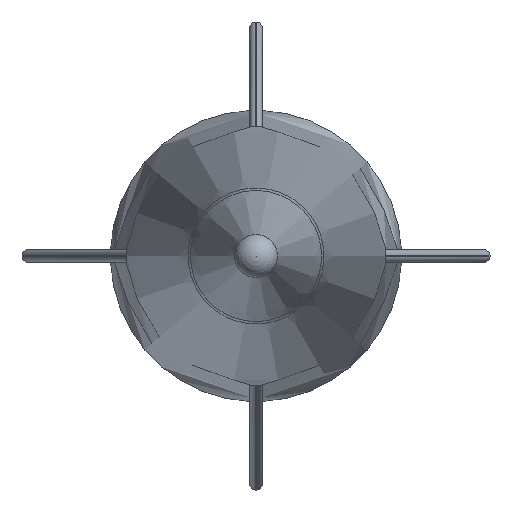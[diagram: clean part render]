
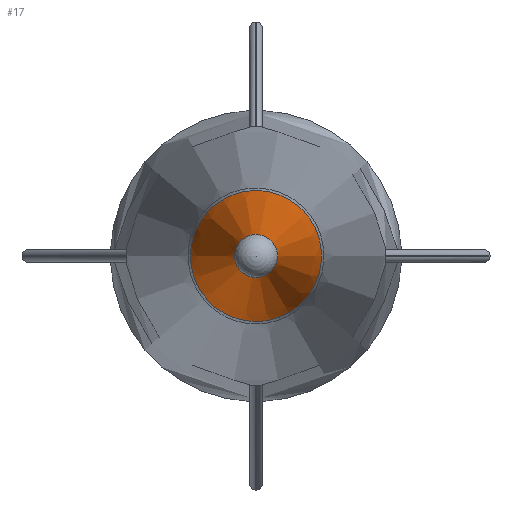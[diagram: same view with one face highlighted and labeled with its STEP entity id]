
A CAD part, left-side view. The second image highlights one B-rep face of the part: STEP entity #17.
In plain terms, the highlighted conical face has half-angle 10.564 degrees and reference radius 1.231 mm.
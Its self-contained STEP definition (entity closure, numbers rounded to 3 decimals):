
#17 = ADVANCED_FACE('',(#18),#32,.T.);
#18 = FACE_BOUND('',#19,.T.);
#19 = EDGE_LOOP('',(#20,#50,#77,#78));
#20 = ORIENTED_EDGE('',*,*,#21,.F.);
#21 = EDGE_CURVE('',#22,#24,#26,.T.);
#22 = VERTEX_POINT('',#23);
#23 = CARTESIAN_POINT('',(1.033,1.231,0.));
#24 = VERTEX_POINT('',#25);
#25 = CARTESIAN_POINT('',(14.478,3.738,0.));
#26 = SEAM_CURVE('',#27,(#31,#43),.PCURVE_S1.);
#27 = LINE('',#28,#29);
#28 = CARTESIAN_POINT('',(1.033,1.231,0.));
#29 = VECTOR('',#30,1.);
#30 = DIRECTION('',(0.983,0.183,0.));
#31 = PCURVE('',#32,#37);
#32 = CONICAL_SURFACE('',#33,1.231,0.184);
#33 = AXIS2_PLACEMENT_3D('',#34,#35,#36);
#34 = CARTESIAN_POINT('',(1.033,0.,0.));
#35 = DIRECTION('',(1.,0.,0.));
#36 = DIRECTION('',(-0.,1.,0.));
#37 = DEFINITIONAL_REPRESENTATION('',(#38),#42);
#38 = LINE('',#39,#40);
#39 = CARTESIAN_POINT('',(0.,0.));
#40 = VECTOR('',#41,1.);
#41 = DIRECTION('',(0.,1.));
#42 = ( GEOMETRIC_REPRESENTATION_CONTEXT(2) 
PARAMETRIC_REPRESENTATION_CONTEXT() REPRESENTATION_CONTEXT('2D SPACE',''
  ) );
#43 = PCURVE('',#32,#44);
#44 = DEFINITIONAL_REPRESENTATION('',(#45),#49);
#45 = LINE('',#46,#47);
#46 = CARTESIAN_POINT('',(6.283,0.));
#47 = VECTOR('',#48,1.);
#48 = DIRECTION('',(0.,1.));
#49 = ( GEOMETRIC_REPRESENTATION_CONTEXT(2) 
PARAMETRIC_REPRESENTATION_CONTEXT() REPRESENTATION_CONTEXT('2D SPACE',''
  ) );
#50 = ORIENTED_EDGE('',*,*,#51,.T.);
#51 = EDGE_CURVE('',#22,#22,#52,.T.);
#52 = SURFACE_CURVE('',#53,(#58,#65),.PCURVE_S1.);
#53 = CIRCLE('',#54,1.231);
#54 = AXIS2_PLACEMENT_3D('',#55,#56,#57);
#55 = CARTESIAN_POINT('',(1.033,0.,0.));
#56 = DIRECTION('',(1.,0.,0.));
#57 = DIRECTION('',(-0.,1.,0.));
#58 = PCURVE('',#32,#59);
#59 = DEFINITIONAL_REPRESENTATION('',(#60),#64);
#60 = LINE('',#61,#62);
#61 = CARTESIAN_POINT('',(0.,0.));
#62 = VECTOR('',#63,1.);
#63 = DIRECTION('',(1.,0.));
#64 = ( GEOMETRIC_REPRESENTATION_CONTEXT(2) 
PARAMETRIC_REPRESENTATION_CONTEXT() REPRESENTATION_CONTEXT('2D SPACE',''
  ) );
#65 = PCURVE('',#66,#71);
#66 = SPHERICAL_SURFACE('',#67,1.25);
#67 = AXIS2_PLACEMENT_3D('',#68,#69,#70);
#68 = CARTESIAN_POINT('',(1.25,0.,0.));
#69 = DIRECTION('',(1.,0.,0.));
#70 = DIRECTION('',(-0.,1.,0.));
#71 = DEFINITIONAL_REPRESENTATION('',(#72),#76);
#72 = LINE('',#73,#74);
#73 = CARTESIAN_POINT('',(0.,-0.175));
#74 = VECTOR('',#75,1.);
#75 = DIRECTION('',(1.,0.));
#76 = ( GEOMETRIC_REPRESENTATION_CONTEXT(2) 
PARAMETRIC_REPRESENTATION_CONTEXT() REPRESENTATION_CONTEXT('2D SPACE',''
  ) );
#77 = ORIENTED_EDGE('',*,*,#21,.T.);
#78 = ORIENTED_EDGE('',*,*,#79,.F.);
#79 = EDGE_CURVE('',#24,#24,#80,.T.);
#80 = SURFACE_CURVE('',#81,(#96,#134),.PCURVE_S1.);
#81 = ( BOUNDED_CURVE() B_SPLINE_CURVE(13,(#82,#83,#84,#85,#86,#87,#88,
    #89,#90,#91,#92,#93,#94,#95),.UNSPECIFIED.,.T.,.F.) 
B_SPLINE_CURVE_WITH_KNOTS((14,14),(0.,24.101),
.PIECEWISE_BEZIER_KNOTS.) CURVE() GEOMETRIC_REPRESENTATION_ITEM() 
RATIONAL_B_SPLINE_CURVE((1.,1.,1.,1.,
    1.,1.,1.,1.,
    1.,1.,1.,1.,1.,1.)) 
REPRESENTATION_ITEM('') );
#82 = CARTESIAN_POINT('',(14.478,3.738,0.));
#83 = CARTESIAN_POINT('',(14.478,3.738,1.781)
  );
#84 = CARTESIAN_POINT('',(14.478,2.818,3.602)
  );
#85 = CARTESIAN_POINT('',(14.478,0.924,4.905)
  );
#86 = CARTESIAN_POINT('',(14.478,-1.682,5.105
    ));
#87 = CARTESIAN_POINT('',(14.478,-3.934,3.717
    ));
#88 = CARTESIAN_POINT('',(14.478,-5.585,1.69
    ));
#89 = CARTESIAN_POINT('',(14.478,-5.585,
    -1.69));
#90 = CARTESIAN_POINT('',(14.478,-3.934,
    -3.717));
#91 = CARTESIAN_POINT('',(14.478,-1.682,
    -5.105));
#92 = CARTESIAN_POINT('',(14.478,0.924,-4.905)
  );
#93 = CARTESIAN_POINT('',(14.478,2.818,-3.602
    ));
#94 = CARTESIAN_POINT('',(14.478,3.738,-1.781
    ));
#95 = CARTESIAN_POINT('',(14.478,3.738,
    0.));
#96 = PCURVE('',#32,#97);
#97 = DEFINITIONAL_REPRESENTATION('',(#98),#133);
#98 = B_SPLINE_CURVE_WITH_KNOTS('',9,(#99,#100,#101,#102,#103,#104,#105,
    #106,#107,#108,#109,#110,#111,#112,#113,#114,#115,#116,#117,#118,
    #119,#120,#121,#122,#123,#124,#125,#126,#127,#128,#129,#130,#131,
    #132),.UNSPECIFIED.,.F.,.F.,(10,8,8,8,10),(0.,
    6.025,12.05,18.075,24.101),
  .UNSPECIFIED.);
#99 = CARTESIAN_POINT('',(0.,13.445));
#100 = CARTESIAN_POINT('',(0.172,13.445));
#101 = CARTESIAN_POINT('',(0.346,13.445));
#102 = CARTESIAN_POINT('',(0.52,13.445));
#103 = CARTESIAN_POINT('',(0.695,13.445));
#104 = CARTESIAN_POINT('',(0.87,13.445));
#105 = CARTESIAN_POINT('',(1.045,13.445));
#106 = CARTESIAN_POINT('',(1.22,13.445));
#107 = CARTESIAN_POINT('',(1.395,13.445));
#108 = CARTESIAN_POINT('',(1.745,13.445));
#109 = CARTESIAN_POINT('',(1.92,13.445));
#110 = CARTESIAN_POINT('',(2.094,13.445));
#111 = CARTESIAN_POINT('',(2.269,13.445));
#112 = CARTESIAN_POINT('',(2.443,13.445));
#113 = CARTESIAN_POINT('',(2.618,13.445));
#114 = CARTESIAN_POINT('',(2.793,13.445));
#115 = CARTESIAN_POINT('',(2.967,13.445));
#116 = CARTESIAN_POINT('',(3.316,13.445));
#117 = CARTESIAN_POINT('',(3.491,13.445));
#118 = CARTESIAN_POINT('',(3.665,13.445));
#119 = CARTESIAN_POINT('',(3.84,13.445));
#120 = CARTESIAN_POINT('',(4.014,13.445));
#121 = CARTESIAN_POINT('',(4.189,13.445));
#122 = CARTESIAN_POINT('',(4.363,13.445));
#123 = CARTESIAN_POINT('',(4.538,13.445));
#124 = CARTESIAN_POINT('',(4.888,13.445));
#125 = CARTESIAN_POINT('',(5.063,13.445));
#126 = CARTESIAN_POINT('',(5.238,13.445));
#127 = CARTESIAN_POINT('',(5.413,13.445));
#128 = CARTESIAN_POINT('',(5.588,13.445));
#129 = CARTESIAN_POINT('',(5.763,13.445));
#130 = CARTESIAN_POINT('',(5.938,13.445));
#131 = CARTESIAN_POINT('',(6.111,13.445));
#132 = CARTESIAN_POINT('',(6.283,13.445));
#133 = ( GEOMETRIC_REPRESENTATION_CONTEXT(2) 
PARAMETRIC_REPRESENTATION_CONTEXT() REPRESENTATION_CONTEXT('2D SPACE',''
  ) );
#134 = PCURVE('',#135,#178);
#135 = ( BOUNDED_SURFACE() B_SPLINE_SURFACE(2,13,(
    (#136,#137,#138,#139,#140,#141,#142,#143,#144,#145,#146,#147,#148
      ,#149)
    ,(#150,#151,#152,#153,#154,#155,#156,#157,#158,#159,#160,#161,#162
      ,#163)
    ,(#164,#165,#166,#167,#168,#169,#170,#171,#172,#173,#174,#175,#176
,#177
    )),.UNSPECIFIED.,.F.,.T.,.F.) B_SPLINE_SURFACE_WITH_KNOTS((3,3),(14,
    14),(0.,24.101),(0.,24.101),
.PIECEWISE_BEZIER_KNOTS.) GEOMETRIC_REPRESENTATION_ITEM() 
RATIONAL_B_SPLINE_SURFACE((
    (1.,1.,1.,1.,1.,1.
      ,1.,1.,1.,1.
      ,1.,1.,1.,1.)
    ,(0.999,0.999,0.999,0.999
      ,0.999,0.999,0.999,0.999
      ,0.999,0.999,0.999,0.999
      ,0.999,0.999)
    ,(1.,1.,1.,1.,1.,1.
      ,1.,1.,1.,1.
,1.,1.,1.,1.
  ))) REPRESENTATION_ITEM('') SURFACE() );
#136 = CARTESIAN_POINT('',(14.478,3.738,0.));
#137 = CARTESIAN_POINT('',(14.478,3.738,1.781
    ));
#138 = CARTESIAN_POINT('',(14.478,2.818,3.602
    ));
#139 = CARTESIAN_POINT('',(14.478,0.924,4.905
    ));
#140 = CARTESIAN_POINT('',(14.478,-1.682,
    5.105));
#141 = CARTESIAN_POINT('',(14.478,-3.934,
    3.717));
#142 = CARTESIAN_POINT('',(14.478,-5.585,
    1.69));
#143 = CARTESIAN_POINT('',(14.478,-5.585,
    -1.69));
#144 = CARTESIAN_POINT('',(14.478,-3.934,
    -3.717));
#145 = CARTESIAN_POINT('',(14.478,-1.682,
    -5.105));
#146 = CARTESIAN_POINT('',(14.478,0.924,-4.905
    ));
#147 = CARTESIAN_POINT('',(14.478,2.818,
    -3.602));
#148 = CARTESIAN_POINT('',(14.478,3.738,
    -1.781));
#149 = CARTESIAN_POINT('',(14.478,3.738,
    0.));
#150 = CARTESIAN_POINT('',(15.,3.836,0.));
#151 = CARTESIAN_POINT('',(15.,3.836,1.827));
#152 = CARTESIAN_POINT('',(15.,2.891,3.696
    ));
#153 = CARTESIAN_POINT('',(15.,0.948,5.033
    ));
#154 = CARTESIAN_POINT('',(15.,-1.726,
    5.238));
#155 = CARTESIAN_POINT('',(15.,-4.036,
    3.814));
#156 = CARTESIAN_POINT('',(15.,-5.73,
    1.734));
#157 = CARTESIAN_POINT('',(15.,-5.73,
    -1.734));
#158 = CARTESIAN_POINT('',(15.,-4.036,
    -3.814));
#159 = CARTESIAN_POINT('',(15.,-1.726,
    -5.238));
#160 = CARTESIAN_POINT('',(15.,0.948,
    -5.033));
#161 = CARTESIAN_POINT('',(15.,2.891,
    -3.696));
#162 = CARTESIAN_POINT('',(15.,3.836,-1.827));
#163 = CARTESIAN_POINT('',(15.,3.836,0.));
#164 = CARTESIAN_POINT('',(15.529,3.877,0.));
#165 = CARTESIAN_POINT('',(15.529,3.877,1.847
    ));
#166 = CARTESIAN_POINT('',(15.529,2.923,3.736
    ));
#167 = CARTESIAN_POINT('',(15.529,0.958,5.087
    ));
#168 = CARTESIAN_POINT('',(15.529,-1.745,
    5.295));
#169 = CARTESIAN_POINT('',(15.529,-4.08,3.855
    ));
#170 = CARTESIAN_POINT('',(15.529,-5.792,
    1.753));
#171 = CARTESIAN_POINT('',(15.529,-5.792,
    -1.753));
#172 = CARTESIAN_POINT('',(15.529,-4.08,
    -3.855));
#173 = CARTESIAN_POINT('',(15.529,-1.745,
    -5.295));
#174 = CARTESIAN_POINT('',(15.529,0.958,-5.087
    ));
#175 = CARTESIAN_POINT('',(15.529,2.923,
    -3.736));
#176 = CARTESIAN_POINT('',(15.529,3.877,-1.847
    ));
#177 = CARTESIAN_POINT('',(15.529,3.877,
    0.));
#178 = DEFINITIONAL_REPRESENTATION('',(#179),#183);
#179 = LINE('',#180,#181);
#180 = CARTESIAN_POINT('',(0.,0.));
#181 = VECTOR('',#182,1.);
#182 = DIRECTION('',(0.,1.));
#183 = ( GEOMETRIC_REPRESENTATION_CONTEXT(2) 
PARAMETRIC_REPRESENTATION_CONTEXT() REPRESENTATION_CONTEXT('2D SPACE',''
  ) );
